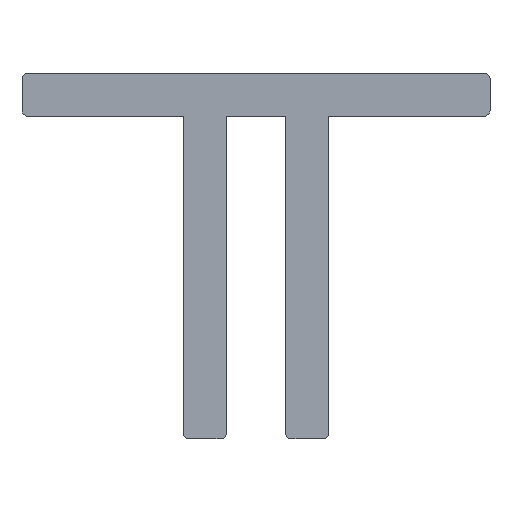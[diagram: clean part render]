
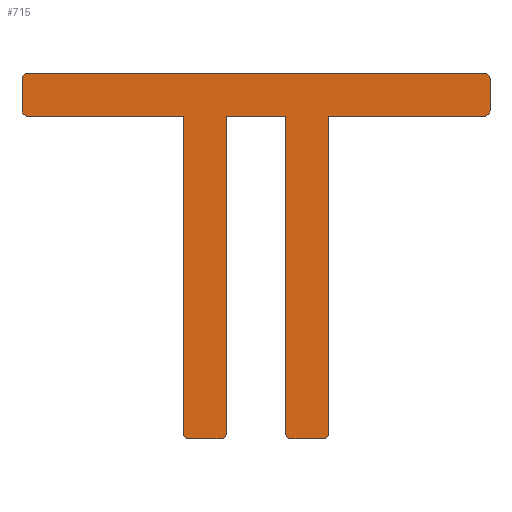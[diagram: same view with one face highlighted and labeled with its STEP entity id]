
A CAD part, front view. The second image highlights one B-rep face of the part: STEP entity #715.
In plain terms, the highlighted planar face has unit normal (0, -1, 0).
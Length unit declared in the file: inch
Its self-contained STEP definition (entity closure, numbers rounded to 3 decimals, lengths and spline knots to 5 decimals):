
#34=CARTESIAN_POINT('',(-0.135,-3.215,-0.295));
#35=VERTEX_POINT('',#34);
#42=CARTESIAN_POINT('',(-0.135,-3.215,0.295));
#43=VERTEX_POINT('',#42);
#44=CARTESIAN_POINT('',(-0.135,-3.215,-0.295));
#45=DIRECTION('',(0.,0.,1.));
#46=VECTOR('',#45,1.);
#47=LINE('',#44,#46);
#48=EDGE_CURVE('',#35,#43,#47,.T.);
#73=CARTESIAN_POINT('',(-0.125,-3.215,-0.305));
#74=VERTEX_POINT('',#73);
#81=CARTESIAN_POINT('',(-0.125,-3.215,-0.295));
#82=DIRECTION('',(0.,1.,0.));
#83=DIRECTION('',(1.,0.,0.));
#84=AXIS2_PLACEMENT_3D('',#81,#82,#83);
#85=CIRCLE('',#84,0.01);
#86=EDGE_CURVE('',#74,#35,#85,.T.);
#105=CARTESIAN_POINT('',(-0.065,-3.215,-0.305));
#106=VERTEX_POINT('',#105);
#113=CARTESIAN_POINT('',(-0.125,-3.215,-0.305));
#114=DIRECTION('',(-1.,0.,0.));
#115=VECTOR('',#114,1.);
#116=LINE('',#113,#115);
#117=EDGE_CURVE('',#106,#74,#116,.T.);
#137=CARTESIAN_POINT('',(-0.055,-3.215,-0.295));
#138=VERTEX_POINT('',#137);
#145=CARTESIAN_POINT('',(-0.065,-3.215,-0.295));
#146=DIRECTION('',(0.,1.,0.));
#147=DIRECTION('',(0.,0.,1.));
#148=AXIS2_PLACEMENT_3D('',#145,#146,#147);
#149=CIRCLE('',#148,0.01);
#150=EDGE_CURVE('',#138,#106,#149,.T.);
#169=CARTESIAN_POINT('',(-0.055,-3.215,0.295));
#170=VERTEX_POINT('',#169);
#177=CARTESIAN_POINT('',(-0.055,-3.215,-0.295));
#178=DIRECTION('',(0.,0.,-1.));
#179=VECTOR('',#178,1.);
#180=LINE('',#177,#179);
#181=EDGE_CURVE('',#170,#138,#180,.T.);
#200=CARTESIAN_POINT('',(0.055,-3.215,0.295));
#201=VERTEX_POINT('',#200);
#208=CARTESIAN_POINT('',(0.055,-3.215,0.295));
#209=DIRECTION('',(-1.,0.,0.));
#210=VECTOR('',#209,1.);
#211=LINE('',#208,#210);
#212=EDGE_CURVE('',#201,#170,#211,.T.);
#231=CARTESIAN_POINT('',(0.055,-3.215,-0.295));
#232=VERTEX_POINT('',#231);
#239=CARTESIAN_POINT('',(0.055,-3.215,-0.295));
#240=DIRECTION('',(0.,0.,1.));
#241=VECTOR('',#240,1.);
#242=LINE('',#239,#241);
#243=EDGE_CURVE('',#232,#201,#242,.T.);
#263=CARTESIAN_POINT('',(0.065,-3.215,-0.305));
#264=VERTEX_POINT('',#263);
#271=CARTESIAN_POINT('',(0.065,-3.215,-0.295));
#272=DIRECTION('',(0.,1.,0.));
#273=DIRECTION('',(1.,0.,0.));
#274=AXIS2_PLACEMENT_3D('',#271,#272,#273);
#275=CIRCLE('',#274,0.01);
#276=EDGE_CURVE('',#264,#232,#275,.T.);
#295=CARTESIAN_POINT('',(0.125,-3.215,-0.305));
#296=VERTEX_POINT('',#295);
#303=CARTESIAN_POINT('',(0.065,-3.215,-0.305));
#304=DIRECTION('',(-1.,0.,0.));
#305=VECTOR('',#304,1.);
#306=LINE('',#303,#305);
#307=EDGE_CURVE('',#296,#264,#306,.T.);
#327=CARTESIAN_POINT('',(0.135,-3.215,-0.295));
#328=VERTEX_POINT('',#327);
#335=CARTESIAN_POINT('',(0.125,-3.215,-0.295));
#336=DIRECTION('',(0.,1.,0.));
#337=DIRECTION('',(1.,0.,0.));
#338=AXIS2_PLACEMENT_3D('',#335,#336,#337);
#339=CIRCLE('',#338,0.01);
#340=EDGE_CURVE('',#328,#296,#339,.T.);
#359=CARTESIAN_POINT('',(0.135,-3.215,0.295));
#360=VERTEX_POINT('',#359);
#367=CARTESIAN_POINT('',(0.135,-3.215,-0.295));
#368=DIRECTION('',(0.,0.,-1.));
#369=VECTOR('',#368,1.);
#370=LINE('',#367,#369);
#371=EDGE_CURVE('',#360,#328,#370,.T.);
#390=CARTESIAN_POINT('',(0.425,-3.215,0.295));
#391=VERTEX_POINT('',#390);
#398=CARTESIAN_POINT('',(0.425,-3.215,0.295));
#399=DIRECTION('',(-1.,0.,0.));
#400=VECTOR('',#399,1.);
#401=LINE('',#398,#400);
#402=EDGE_CURVE('',#391,#360,#401,.T.);
#422=CARTESIAN_POINT('',(0.435,-3.215,0.305));
#423=VERTEX_POINT('',#422);
#430=CARTESIAN_POINT('',(0.425,-3.215,0.305));
#431=DIRECTION('',(0.,1.,0.));
#432=DIRECTION('',(-1.,0.,0.));
#433=AXIS2_PLACEMENT_3D('',#430,#431,#432);
#434=CIRCLE('',#433,0.01);
#435=EDGE_CURVE('',#423,#391,#434,.T.);
#454=CARTESIAN_POINT('',(0.435,-3.215,0.365));
#455=VERTEX_POINT('',#454);
#462=CARTESIAN_POINT('',(0.435,-3.215,0.305));
#463=DIRECTION('',(0.,0.,-1.));
#464=VECTOR('',#463,1.);
#465=LINE('',#462,#464);
#466=EDGE_CURVE('',#455,#423,#465,.T.);
#486=CARTESIAN_POINT('',(0.425,-3.215,0.375));
#487=VERTEX_POINT('',#486);
#494=CARTESIAN_POINT('',(0.425,-3.215,0.365));
#495=DIRECTION('',(0.,1.,0.));
#496=DIRECTION('',(0.,0.,1.));
#497=AXIS2_PLACEMENT_3D('',#494,#495,#496);
#498=CIRCLE('',#497,0.01);
#499=EDGE_CURVE('',#487,#455,#498,.T.);
#518=CARTESIAN_POINT('',(-0.425,-3.215,0.375));
#519=VERTEX_POINT('',#518);
#526=CARTESIAN_POINT('',(0.425,-3.215,0.375));
#527=DIRECTION('',(1.,0.,0.));
#528=VECTOR('',#527,1.);
#529=LINE('',#526,#528);
#530=EDGE_CURVE('',#519,#487,#529,.T.);
#550=CARTESIAN_POINT('',(-0.435,-3.215,0.365));
#551=VERTEX_POINT('',#550);
#558=CARTESIAN_POINT('',(-0.425,-3.215,0.365));
#559=DIRECTION('',(0.,1.,0.));
#560=DIRECTION('',(-1.,0.,0.));
#561=AXIS2_PLACEMENT_3D('',#558,#559,#560);
#562=CIRCLE('',#561,0.01);
#563=EDGE_CURVE('',#551,#519,#562,.T.);
#582=CARTESIAN_POINT('',(-0.435,-3.215,0.305));
#583=VERTEX_POINT('',#582);
#590=CARTESIAN_POINT('',(-0.435,-3.215,0.365));
#591=DIRECTION('',(0.,0.,1.));
#592=VECTOR('',#591,1.);
#593=LINE('',#590,#592);
#594=EDGE_CURVE('',#583,#551,#593,.T.);
#614=CARTESIAN_POINT('',(-0.425,-3.215,0.295));
#615=VERTEX_POINT('',#614);
#622=CARTESIAN_POINT('',(-0.425,-3.215,0.305));
#623=DIRECTION('',(0.,1.,0.));
#624=DIRECTION('',(0.,0.,-1.));
#625=AXIS2_PLACEMENT_3D('',#622,#623,#624);
#626=CIRCLE('',#625,0.01);
#627=EDGE_CURVE('',#615,#583,#626,.T.);
#645=CARTESIAN_POINT('',(-0.135,-3.215,0.295));
#646=DIRECTION('',(-1.,0.,0.));
#647=VECTOR('',#646,1.);
#648=LINE('',#645,#647);
#649=EDGE_CURVE('',#43,#615,#648,.T.);
#688=ORIENTED_EDGE('',*,*,#627,.F.);
#689=ORIENTED_EDGE('',*,*,#649,.F.);
#690=ORIENTED_EDGE('',*,*,#48,.F.);
#691=ORIENTED_EDGE('',*,*,#86,.F.);
#692=ORIENTED_EDGE('',*,*,#117,.F.);
#693=ORIENTED_EDGE('',*,*,#150,.F.);
#694=ORIENTED_EDGE('',*,*,#181,.F.);
#695=ORIENTED_EDGE('',*,*,#212,.F.);
#696=ORIENTED_EDGE('',*,*,#243,.F.);
#697=ORIENTED_EDGE('',*,*,#276,.F.);
#698=ORIENTED_EDGE('',*,*,#307,.F.);
#699=ORIENTED_EDGE('',*,*,#340,.F.);
#700=ORIENTED_EDGE('',*,*,#371,.F.);
#701=ORIENTED_EDGE('',*,*,#402,.F.);
#702=ORIENTED_EDGE('',*,*,#435,.F.);
#703=ORIENTED_EDGE('',*,*,#466,.F.);
#704=ORIENTED_EDGE('',*,*,#499,.F.);
#705=ORIENTED_EDGE('',*,*,#530,.F.);
#706=ORIENTED_EDGE('',*,*,#563,.F.);
#707=ORIENTED_EDGE('',*,*,#594,.F.);
#708=EDGE_LOOP('',(#688,#689,#690,#691,#692,#693,#694,#695,#696,#697,#698,#699,#700,#701,#702,#703,#704,#705,#706,#707));
#709=FACE_OUTER_BOUND('',#708,.T.);
#710=CARTESIAN_POINT('',(-0.22557,-3.215,0.295));
#711=DIRECTION('',(0.,1.,0.));
#712=DIRECTION('',(-1.,0.,0.));
#713=AXIS2_PLACEMENT_3D('',#710,#711,#712);
#714=PLANE('',#713);
#715=ADVANCED_FACE('',(#709),#714,.F.);
